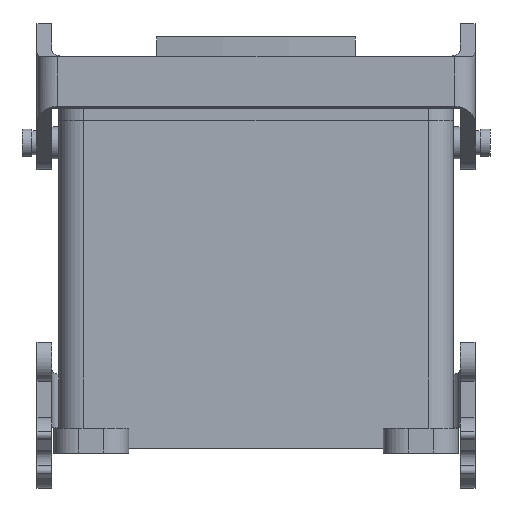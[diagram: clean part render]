
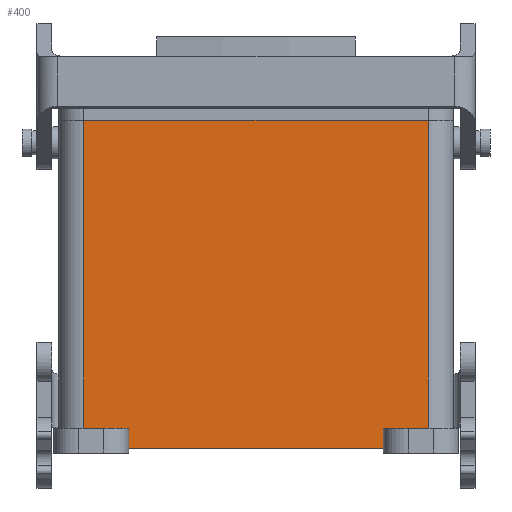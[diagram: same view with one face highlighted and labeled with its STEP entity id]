
A CAD part, left-side view. The second image highlights one B-rep face of the part: STEP entity #400.
In plain terms, the highlighted planar face has unit normal (-1, 0, 0).
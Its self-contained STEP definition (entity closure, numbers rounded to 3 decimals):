
#400 = ADVANCED_FACE( '', ( #972 ), #973, .F. );
#972 = FACE_OUTER_BOUND( '', #1751, .T. );
#973 = PLANE( '', #1752 );
#1751 = EDGE_LOOP( '', ( #2861, #2862, #2863, #2864, #2865, #2866, #2867, #2868 ) );
#1752 = AXIS2_PLACEMENT_3D( '', #2869, #2870, #2871 );
#2861 = ORIENTED_EDGE( '', *, *, #4700, .T. );
#2862 = ORIENTED_EDGE( '', *, *, #4634, .F. );
#2863 = ORIENTED_EDGE( '', *, *, #4701, .F. );
#2864 = ORIENTED_EDGE( '', *, *, #4418, .T. );
#2865 = ORIENTED_EDGE( '', *, *, #4702, .F. );
#2866 = ORIENTED_EDGE( '', *, *, #4703, .F. );
#2867 = ORIENTED_EDGE( '', *, *, #4500, .T. );
#2868 = ORIENTED_EDGE( '', *, *, #4704, .T. );
#2869 = CARTESIAN_POINT( '', ( -46.75, 0., 66.7 ) );
#2870 = DIRECTION( '', ( 1., 0., 0. ) );
#2871 = DIRECTION( '', ( 0., 1., 0. ) );
#4418 = EDGE_CURVE( '', #5252, #5249, #5253, .F. );
#4500 = EDGE_CURVE( '', #5399, #5397, #5400, .T. );
#4634 = EDGE_CURVE( '', #5624, #5626, #5627, .T. );
#4700 = EDGE_CURVE( '', #5730, #5626, #5731, .T. );
#4701 = EDGE_CURVE( '', #5252, #5624, #5732, .T. );
#4702 = EDGE_CURVE( '', #5733, #5249, #5734, .T. );
#4703 = EDGE_CURVE( '', #5399, #5733, #5735, .F. );
#4704 = EDGE_CURVE( '', #5397, #5730, #5736, .T. );
#5249 = VERTEX_POINT( '', #6472 );
#5252 = VERTEX_POINT( '', #6475 );
#5253 = LINE( '', #6476, #6477 );
#5397 = VERTEX_POINT( '', #6674 );
#5399 = VERTEX_POINT( '', #6677 );
#5400 = LINE( '', #6678, #6679 );
#5624 = VERTEX_POINT( '', #6973 );
#5626 = VERTEX_POINT( '', #6976 );
#5627 = LINE( '', #6977, #6978 );
#5730 = VERTEX_POINT( '', #7116 );
#5731 = LINE( '', #7117, #7118 );
#5732 = LINE( '', #7119, #7120 );
#5733 = VERTEX_POINT( '', #7121 );
#5734 = LINE( '', #7122, #7123 );
#5735 = LINE( '', #7124, #7125 );
#5736 = LINE( '', #7126, #7127 );
#6472 = CARTESIAN_POINT( '', ( -46.75, -34.5, 66.7 ) );
#6475 = CARTESIAN_POINT( '', ( -46.75, -34.5, 5. ) );
#6476 = CARTESIAN_POINT( '', ( -46.75, -34.5, 66.7 ) );
#6477 = VECTOR( '', #8092, 1000. );
#6674 = CARTESIAN_POINT( '', ( -46.75, 25.5, 5. ) );
#6677 = CARTESIAN_POINT( '', ( -46.75, 34.5, 5. ) );
#6678 = CARTESIAN_POINT( '', ( -46.75, 99.821, 5. ) );
#6679 = VECTOR( '', #8183, 1000. );
#6973 = CARTESIAN_POINT( '', ( -46.75, -25.5, 5. ) );
#6976 = CARTESIAN_POINT( '', ( -46.75, -25.5, 1. ) );
#6977 = CARTESIAN_POINT( '', ( -46.75, -25.5, 99.821 ) );
#6978 = VECTOR( '', #8360, 1000. );
#7116 = CARTESIAN_POINT( '', ( -46.75, 25.5, 1. ) );
#7117 = CARTESIAN_POINT( '', ( -46.75, -25.5, 1. ) );
#7118 = VECTOR( '', #8438, 1000. );
#7119 = CARTESIAN_POINT( '', ( -46.75, -99.821, 5. ) );
#7120 = VECTOR( '', #8439, 1000. );
#7121 = CARTESIAN_POINT( '', ( -46.75, 34.5, 66.7 ) );
#7122 = CARTESIAN_POINT( '', ( -46.75, 0., 66.7 ) );
#7123 = VECTOR( '', #8440, 1000. );
#7124 = CARTESIAN_POINT( '', ( -46.75, 34.5, 66.7 ) );
#7125 = VECTOR( '', #8441, 1000. );
#7126 = CARTESIAN_POINT( '', ( -46.75, 25.5, 99.821 ) );
#7127 = VECTOR( '', #8442, 1000. );
#8092 = DIRECTION( '', ( 0., 0., -1. ) );
#8183 = DIRECTION( '', ( 0., -1., 0. ) );
#8360 = DIRECTION( '', ( 0., 0., -1. ) );
#8438 = DIRECTION( '', ( 0., -1., 0. ) );
#8439 = DIRECTION( '', ( 0., 1., 0. ) );
#8440 = DIRECTION( '', ( 0., -1., 0. ) );
#8441 = DIRECTION( '', ( 0., 0., -1. ) );
#8442 = DIRECTION( '', ( 0., 0., -1. ) );
